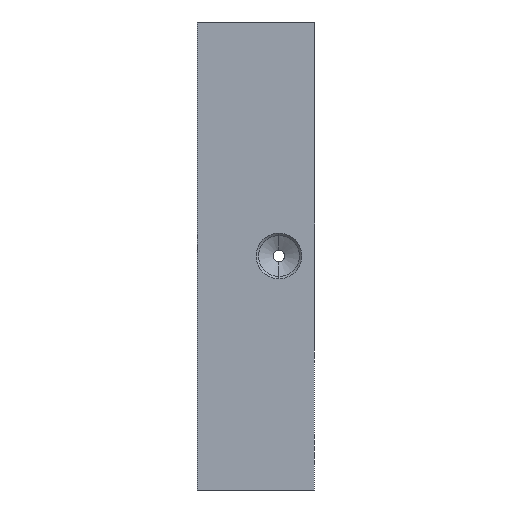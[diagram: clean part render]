
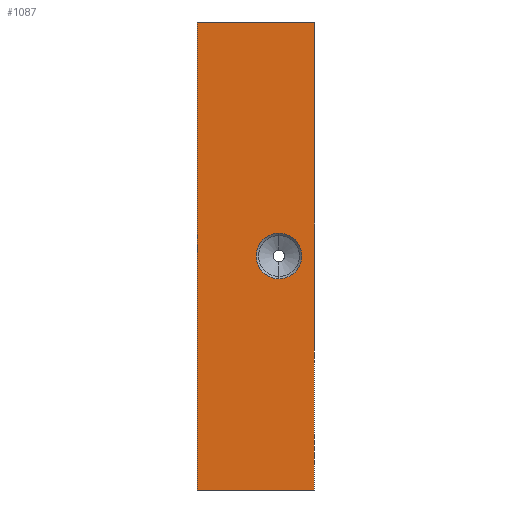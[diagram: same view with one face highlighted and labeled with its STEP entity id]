
A CAD part, front view. The second image highlights one B-rep face of the part: STEP entity #1087.
In plain terms, the highlighted planar face has unit normal (0, -1, 0).
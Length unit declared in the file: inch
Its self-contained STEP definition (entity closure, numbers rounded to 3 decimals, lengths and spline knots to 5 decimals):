
#99 = VECTOR ( 'NONE', #663, 39.37008 ) ;
#192 = ORIENTED_EDGE ( 'NONE', *, *, #626, .F. ) ;
#276 = DIRECTION ( 'NONE',  ( -1., 0., 0. ) ) ;
#375 = PLANE ( 'NONE',  #1674 ) ;
#387 = CARTESIAN_POINT ( 'NONE',  ( 3.53553, -2.5, 0. ) ) ;
#480 = AXIS2_PLACEMENT_3D ( 'NONE', #2220, #1401, #618 ) ;
#527 = VERTEX_POINT ( 'NONE', #951 ) ;
#607 = ORIENTED_EDGE ( 'NONE', *, *, #933, .F. ) ;
#618 = DIRECTION ( 'NONE',  ( 0., 0., -1. ) ) ;
#626 = EDGE_CURVE ( 'NONE', #810, #1743, #2013, .T. ) ;
#663 = DIRECTION ( 'NONE',  ( 0., 0., 1. ) ) ;
#685 = EDGE_LOOP ( 'NONE', ( #1275, #192 ) ) ;
#686 = VECTOR ( 'NONE', #1914, 39.37008 ) ;
#694 = CARTESIAN_POINT ( 'NONE',  ( 3.53553, -2.5, -2.5 ) ) ;
#704 = EDGE_CURVE ( 'NONE', #527, #2374, #1430, .T. ) ;
#769 = LINE ( 'NONE', #2520, #99 ) ;
#810 = VERTEX_POINT ( 'NONE', #889 ) ;
#889 = CARTESIAN_POINT ( 'NONE',  ( -0.38, -2.5, 0.24375 ) ) ;
#933 = EDGE_CURVE ( 'NONE', #2374, #2248, #2135, .T. ) ;
#951 = CARTESIAN_POINT ( 'NONE',  ( 0., -2.5, 2.5 ) ) ;
#961 = FACE_BOUND ( 'NONE', #685, .T. ) ;
#991 = EDGE_CURVE ( 'NONE', #527, #1324, #1737, .T. ) ;
#996 = DIRECTION ( 'NONE',  ( 0., 0., -1. ) ) ;
#1015 = CARTESIAN_POINT ( 'NONE',  ( -1.25, -2.5, 2.5 ) ) ;
#1087 = ADVANCED_FACE ( 'NONE', ( #961, #2208 ), #375, .T. ) ;
#1275 = ORIENTED_EDGE ( 'NONE', *, *, #2058, .F. ) ;
#1324 = VERTEX_POINT ( 'NONE', #1015 ) ;
#1389 = ORIENTED_EDGE ( 'NONE', *, *, #704, .F. ) ;
#1390 = DIRECTION ( 'NONE',  ( 0., 0., -1. ) ) ;
#1398 = DIRECTION ( 'NONE',  ( 0., -1., 0. ) ) ;
#1401 = DIRECTION ( 'NONE',  ( 0., -1., 0. ) ) ;
#1403 = ORIENTED_EDGE ( 'NONE', *, *, #2455, .F. ) ;
#1430 = LINE ( 'NONE', #2435, #2399 ) ;
#1469 = CARTESIAN_POINT ( 'NONE',  ( -0.38, -2.5, -0.24375 ) ) ;
#1674 = AXIS2_PLACEMENT_3D ( 'NONE', #387, #1805, #996 ) ;
#1737 = LINE ( 'NONE', #1963, #1973 ) ;
#1743 = VERTEX_POINT ( 'NONE', #1469 ) ;
#1805 = DIRECTION ( 'NONE',  ( 0., -1., 0. ) ) ;
#1807 = AXIS2_PLACEMENT_3D ( 'NONE', #2036, #1398, #2462 ) ;
#1914 = DIRECTION ( 'NONE',  ( -1., 0., 0. ) ) ;
#1963 = CARTESIAN_POINT ( 'NONE',  ( 3.53553, -2.5, 2.5 ) ) ;
#1973 = VECTOR ( 'NONE', #276, 39.37008 ) ;
#2013 = CIRCLE ( 'NONE', #480, 0.24375 ) ;
#2036 = CARTESIAN_POINT ( 'NONE',  ( -0.38, -2.5, 0. ) ) ;
#2058 = EDGE_CURVE ( 'NONE', #1743, #810, #2280, .T. ) ;
#2135 = LINE ( 'NONE', #694, #686 ) ;
#2172 = CARTESIAN_POINT ( 'NONE',  ( -1.25, -2.5, -2.5 ) ) ;
#2205 = CARTESIAN_POINT ( 'NONE',  ( 0., -2.5, -2.5 ) ) ;
#2208 = FACE_OUTER_BOUND ( 'NONE', #2475, .T. ) ;
#2210 = ORIENTED_EDGE ( 'NONE', *, *, #991, .T. ) ;
#2220 = CARTESIAN_POINT ( 'NONE',  ( -0.38, -2.5, 0. ) ) ;
#2248 = VERTEX_POINT ( 'NONE', #2172 ) ;
#2280 = CIRCLE ( 'NONE', #1807, 0.24375 ) ;
#2374 = VERTEX_POINT ( 'NONE', #2205 ) ;
#2399 = VECTOR ( 'NONE', #1390, 39.37008 ) ;
#2435 = CARTESIAN_POINT ( 'NONE',  ( 0., -2.5, 0. ) ) ;
#2455 = EDGE_CURVE ( 'NONE', #2248, #1324, #769, .T. ) ;
#2462 = DIRECTION ( 'NONE',  ( 0., 0., -1. ) ) ;
#2475 = EDGE_LOOP ( 'NONE', ( #1389, #2210, #1403, #607 ) ) ;
#2520 = CARTESIAN_POINT ( 'NONE',  ( -1.25, -2.5, 0. ) ) ;
